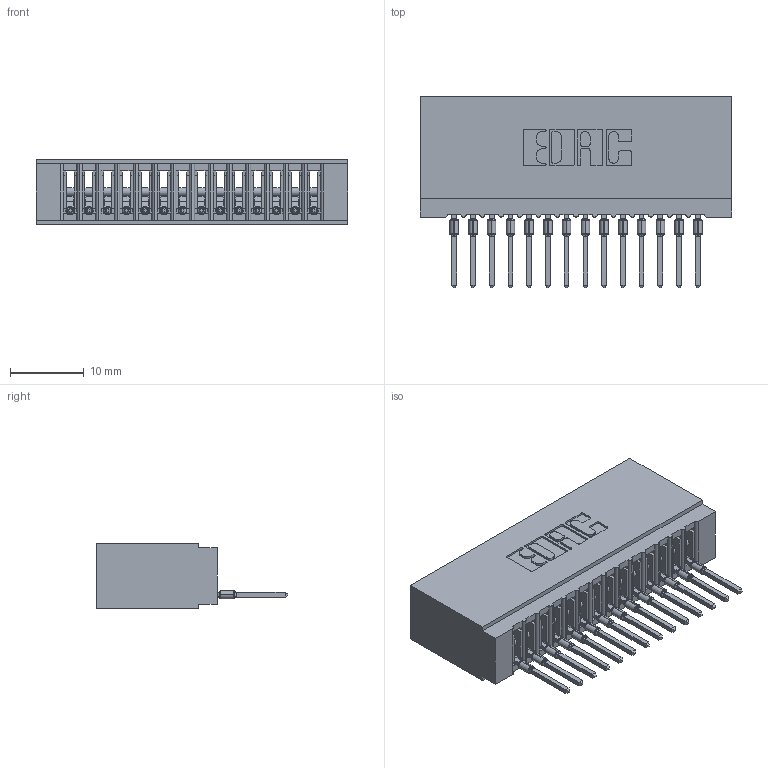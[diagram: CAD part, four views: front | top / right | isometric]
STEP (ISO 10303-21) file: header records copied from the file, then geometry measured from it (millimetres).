
FILE_DESCRIPTION (( 'STEP AP203' ), '1' );
FILE_NAME ('745-014-522-101.STEP', '2026-02-25T15:44:33', ( '' ), ( '' ), 'SwSTEP 2.0', 'SolidWorks 2023', '' );
FILE_SCHEMA (( 'CONFIG_CONTROL_DESIGN' ));
Length unit declared in the file: millimetre
Products named in the file (3): 745 Part_Insulator Option - 01; 745-292-001_522; 745-014-522-101
Assembly tree (15 placements, depth 2):
  745-014-522-101
    745 Part_Insulator Option - 01
    745-292-001_522  x14
Bounding box: 42.16 x 25.92 x 8.89 mm (x, y, z)
Volume: 3844.6 mm3; surface area: 6646.7 mm2
Topology: 15 solids, 15 shells, 1663 faces, 4570 edges, 2888 vertices
Faces by surface type: plane 993, cylinder 306, bspline 280, torus 84
Entity records: 26944 total; most frequent: CARTESIAN_POINT 5249, ORIENTED_EDGE 4642, DIRECTION 4051, EDGE_CURVE 2321, LINE 2055, VECTOR 2055, VERTEX_POINT 1484, AXIS2_PLACEMENT_3D 998
